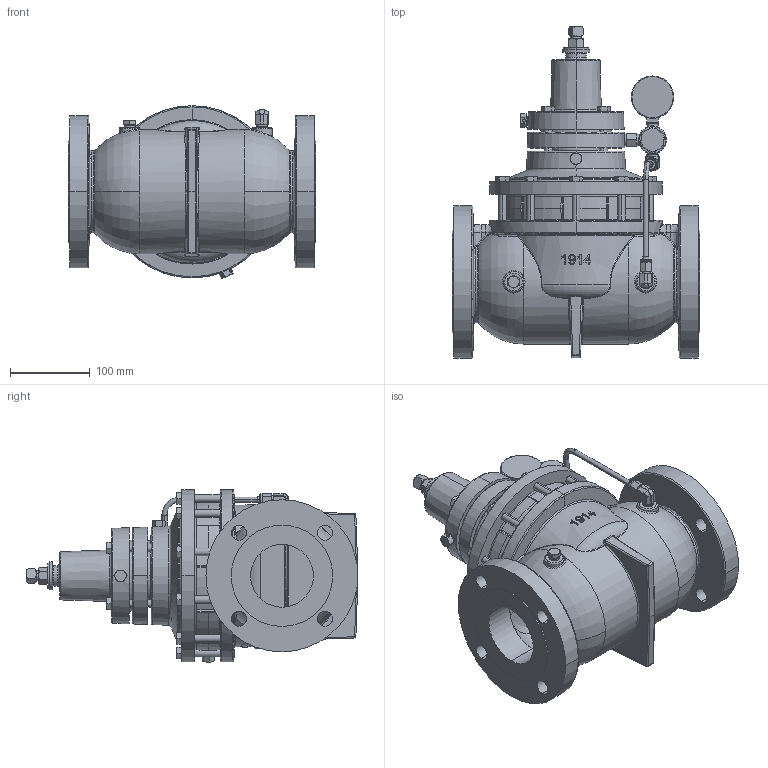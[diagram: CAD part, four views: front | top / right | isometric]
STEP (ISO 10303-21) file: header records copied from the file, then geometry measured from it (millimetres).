
FILE_DESCRIPTION (( 'STEP AP203' ), '1' );
FILE_NAME ('3 INCH 318 FGT BP-D (AAU).STEP', '2013-12-20T15:28:09', ( 'PCTech' ), ( 'Microsoft' ), 'SwSTEP 2.0', 'SolidWorks 2013', '' );
FILE_SCHEMA (( 'CONFIG_CONTROL_DESIGN' ));
Length unit declared in the file: inch
Products named in the file (1): 3 INCH 318 FGT BP-D (AAU)
Bounding box: 309.55 x 416.06 x 216.4 mm (x, y, z)
Volume: 7323750.3 mm3; surface area: 599254.3 mm2
Topology: 1 solids, 3 shells, 1799 faces, 4542 edges, 2813 vertices
Faces by surface type: plane 562, bspline 516, cylinder 315, cone 255, torus 125, sphere 26
Entity records: 82662 total; most frequent: CARTESIAN_POINT 43702, ORIENTED_EDGE 9028, DIRECTION 6756, EDGE_CURVE 4514, VERTEX_POINT 2811, AXIS2_PLACEMENT_3D 2661, EDGE_LOOP 1963, FACE_OUTER_BOUND 1799
